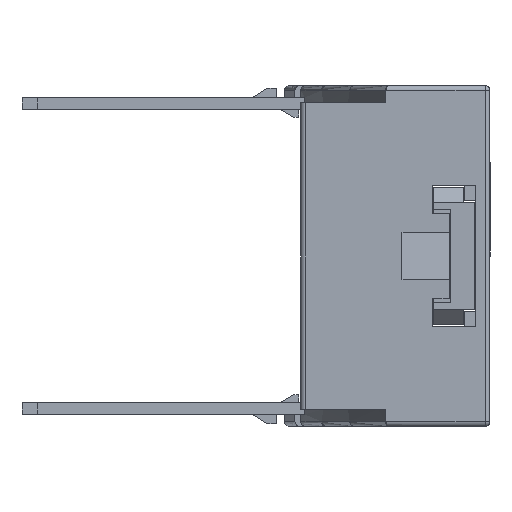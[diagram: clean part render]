
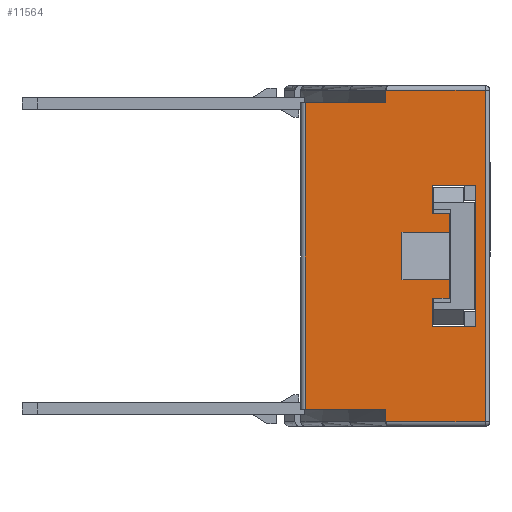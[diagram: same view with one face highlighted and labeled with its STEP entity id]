
A CAD part, left-side view. The second image highlights one B-rep face of the part: STEP entity #11564.
In plain terms, the highlighted planar face has unit normal (-1, 0, 0).
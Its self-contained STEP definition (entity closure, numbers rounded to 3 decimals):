
#257=FACE_BOUND('',#1457,.T.);
#820=FACE_OUTER_BOUND('',#1456,.T.);
#1456=EDGE_LOOP('',(#9527,#9528,#9529,#9530,#9531,#9532,#9533,#9534));
#1457=EDGE_LOOP('',(#9535,#9536,#9537,#9538,#9539,#9540,#9541,#9542,#9543,
#9544,#9545,#9546));
#1698=LINE('',#15518,#3178);
#1776=LINE('',#15681,#3256);
#1857=LINE('',#15866,#3337);
#2204=LINE('',#16643,#3684);
#2208=LINE('',#16652,#3688);
#2212=LINE('',#16660,#3692);
#2217=LINE('',#16667,#3697);
#2242=LINE('',#16715,#3722);
#2247=LINE('',#16731,#3727);
#2287=LINE('',#16804,#3767);
#2290=LINE('',#16811,#3770);
#2516=LINE('',#17250,#3996);
#2517=LINE('',#17252,#3997);
#2791=LINE('',#17983,#4271);
#2794=LINE('',#18058,#4274);
#2801=LINE('',#18077,#4281);
#2812=LINE('',#18102,#4292);
#2822=LINE('',#18127,#4302);
#2856=LINE('',#18216,#4336);
#2857=LINE('',#18217,#4337);
#3178=VECTOR('',#12547,1.);
#3256=VECTOR('',#12641,1.);
#3337=VECTOR('',#12770,1.);
#3684=VECTOR('',#13371,1.);
#3688=VECTOR('',#13377,1.);
#3692=VECTOR('',#13381,1.);
#3697=VECTOR('',#13388,1.);
#3722=VECTOR('',#13427,1.);
#3727=VECTOR('',#13442,1.);
#3767=VECTOR('',#13492,1.);
#3770=VECTOR('',#13499,1.);
#3996=VECTOR('',#13827,1.);
#3997=VECTOR('',#13830,1.);
#4271=VECTOR('',#14518,1.);
#4274=VECTOR('',#14529,1.);
#4281=VECTOR('',#14556,1.);
#4292=VECTOR('',#14579,1.);
#4302=VECTOR('',#14607,1.);
#4336=VECTOR('',#14705,1.);
#4337=VECTOR('',#14706,1.);
#4658=VERTEX_POINT('',#15515);
#4659=VERTEX_POINT('',#15517);
#4735=VERTEX_POINT('',#15679);
#4736=VERTEX_POINT('',#15680);
#4814=VERTEX_POINT('',#15862);
#4816=VERTEX_POINT('',#15865);
#5119=VERTEX_POINT('',#16642);
#5121=VERTEX_POINT('',#16648);
#5123=VERTEX_POINT('',#16651);
#5126=VERTEX_POINT('',#16657);
#5127=VERTEX_POINT('',#16659);
#5150=VERTEX_POINT('',#16730);
#5178=VERTEX_POINT('',#16802);
#5180=VERTEX_POINT('',#16810);
#5519=VERTEX_POINT('',#17982);
#5523=VERTEX_POINT('',#18057);
#5525=VERTEX_POINT('',#18076);
#5533=VERTEX_POINT('',#18101);
#5538=VERTEX_POINT('',#18124);
#5539=VERTEX_POINT('',#18126);
#5750=EDGE_CURVE('',#4658,#4659,#1698,.T.);
#5830=EDGE_CURVE('',#4735,#4736,#1776,.T.);
#5918=EDGE_CURVE('',#4814,#4816,#1857,.T.);
#6297=EDGE_CURVE('',#5119,#4659,#2204,.T.);
#6301=EDGE_CURVE('',#5121,#5123,#2208,.T.);
#6305=EDGE_CURVE('',#5126,#5127,#2212,.T.);
#6310=EDGE_CURVE('',#4658,#4816,#2217,.T.);
#6336=EDGE_CURVE('',#4814,#5127,#2242,.T.);
#6343=EDGE_CURVE('',#5150,#5123,#2247,.T.);
#6383=EDGE_CURVE('',#5121,#5178,#2287,.T.);
#6386=EDGE_CURVE('',#5150,#5180,#2290,.T.);
#6624=EDGE_CURVE('',#5178,#5119,#2516,.T.);
#6625=EDGE_CURVE('',#5126,#5180,#2517,.T.);
#6964=EDGE_CURVE('',#4735,#5519,#2791,.T.);
#6970=EDGE_CURVE('',#5523,#5519,#2794,.T.);
#6980=EDGE_CURVE('',#5525,#5523,#2801,.T.);
#6993=EDGE_CURVE('',#5533,#5525,#2812,.T.);
#7005=EDGE_CURVE('',#5539,#5538,#2822,.T.);
#7049=EDGE_CURVE('',#5539,#4736,#2856,.T.);
#7050=EDGE_CURVE('',#5538,#5533,#2857,.T.);
#9527=ORIENTED_EDGE('',*,*,#6993,.T.);
#9528=ORIENTED_EDGE('',*,*,#6980,.T.);
#9529=ORIENTED_EDGE('',*,*,#6970,.T.);
#9530=ORIENTED_EDGE('',*,*,#6964,.F.);
#9531=ORIENTED_EDGE('',*,*,#5830,.T.);
#9532=ORIENTED_EDGE('',*,*,#7049,.F.);
#9533=ORIENTED_EDGE('',*,*,#7005,.T.);
#9534=ORIENTED_EDGE('',*,*,#7050,.T.);
#9535=ORIENTED_EDGE('',*,*,#5750,.F.);
#9536=ORIENTED_EDGE('',*,*,#6310,.T.);
#9537=ORIENTED_EDGE('',*,*,#5918,.F.);
#9538=ORIENTED_EDGE('',*,*,#6336,.T.);
#9539=ORIENTED_EDGE('',*,*,#6305,.F.);
#9540=ORIENTED_EDGE('',*,*,#6625,.T.);
#9541=ORIENTED_EDGE('',*,*,#6386,.F.);
#9542=ORIENTED_EDGE('',*,*,#6343,.T.);
#9543=ORIENTED_EDGE('',*,*,#6301,.F.);
#9544=ORIENTED_EDGE('',*,*,#6383,.T.);
#9545=ORIENTED_EDGE('',*,*,#6624,.T.);
#9546=ORIENTED_EDGE('',*,*,#6297,.T.);
#11043=PLANE('',#12285);
#11564=ADVANCED_FACE('',(#820,#257),#11043,.F.);
#12285=AXIS2_PLACEMENT_3D('',#18215,#14703,#14704);
#12547=DIRECTION('',(0.,0.,1.));
#12641=DIRECTION('',(0.,0.,1.));
#12770=DIRECTION('',(0.,0.,-1.));
#13371=DIRECTION('',(0.,-1.,0.));
#13377=DIRECTION('',(0.,0.,-1.));
#13381=DIRECTION('',(0.,0.,-1.));
#13388=DIRECTION('',(0.,1.,0.));
#13427=DIRECTION('',(0.,-1.,0.));
#13442=DIRECTION('',(0.,-1.,0.));
#13492=DIRECTION('',(0.,1.,0.));
#13499=DIRECTION('',(0.,0.,-1.));
#13827=DIRECTION('',(0.,0.,1.));
#13830=DIRECTION('',(0.,1.,0.));
#14518=DIRECTION('',(0.,1.,0.));
#14529=DIRECTION('',(0.,0.,-1.));
#14556=DIRECTION('',(0.,-1.,0.));
#14579=DIRECTION('',(0.,0.,-1.));
#14607=DIRECTION('',(0.,0.,-1.));
#14703=DIRECTION('center_axis',(1.,0.,0.));
#14704=DIRECTION('ref_axis',(0.,1.,0.));
#14705=DIRECTION('',(0.,-1.,0.));
#14706=DIRECTION('',(0.,1.,0.));
#15515=CARTESIAN_POINT('',(-44.6,-4.5,12.3));
#15517=CARTESIAN_POINT('',(-44.6,-4.5,27.1));
#15518=CARTESIAN_POINT('',(-44.6,-4.5,19.167));
#15679=CARTESIAN_POINT('',(-44.6,-5.5,2.4));
#15680=CARTESIAN_POINT('',(-44.6,-5.5,37.));
#15681=CARTESIAN_POINT('',(-44.6,-5.5,-16.833));
#15862=CARTESIAN_POINT('',(-44.6,0.,15.3));
#15865=CARTESIAN_POINT('',(-44.6,0.,12.3));
#15866=CARTESIAN_POINT('',(-44.6,0.,19.167));
#16642=CARTESIAN_POINT('',(-44.6,0.,27.1));
#16643=CARTESIAN_POINT('',(-44.6,10.,27.1));
#16648=CARTESIAN_POINT('',(-44.6,-1.75,24.1));
#16651=CARTESIAN_POINT('',(-44.6,-1.75,22.2));
#16652=CARTESIAN_POINT('',(-44.6,-1.75,19.167));
#16657=CARTESIAN_POINT('',(-44.6,-1.75,17.2));
#16659=CARTESIAN_POINT('',(-44.6,-1.75,15.3));
#16660=CARTESIAN_POINT('',(-44.6,-1.75,19.167));
#16667=CARTESIAN_POINT('',(-44.6,10.,12.3));
#16715=CARTESIAN_POINT('',(-44.6,10.,15.3));
#16730=CARTESIAN_POINT('',(-44.6,3.195,22.2));
#16731=CARTESIAN_POINT('',(-44.6,10.,22.2));
#16802=CARTESIAN_POINT('',(-44.6,0.,24.1));
#16804=CARTESIAN_POINT('',(-44.6,10.,24.1));
#16810=CARTESIAN_POINT('',(-44.6,3.195,17.2));
#16811=CARTESIAN_POINT('',(-44.6,3.195,19.167));
#17250=CARTESIAN_POINT('',(-44.6,0.,19.167));
#17252=CARTESIAN_POINT('',(-44.6,10.,17.2));
#17982=CARTESIAN_POINT('',(-44.6,4.919,2.4));
#17983=CARTESIAN_POINT('',(-44.6,10.,2.4));
#18057=CARTESIAN_POINT('',(-44.6,4.919,3.7));
#18058=CARTESIAN_POINT('',(-44.6,4.919,3.15));
#18076=CARTESIAN_POINT('',(-44.6,13.3,3.7));
#18077=CARTESIAN_POINT('',(-44.6,10.,3.7));
#18101=CARTESIAN_POINT('',(-44.6,13.3,35.7));
#18102=CARTESIAN_POINT('',(-44.6,13.3,37.167));
#18124=CARTESIAN_POINT('',(-44.6,4.919,35.7));
#18126=CARTESIAN_POINT('',(-44.6,4.919,37.));
#18127=CARTESIAN_POINT('',(-44.6,4.919,3.15));
#18215=CARTESIAN_POINT('Origin',(-44.6,-2.492,29.472));
#18216=CARTESIAN_POINT('',(-44.6,2.512,37.));
#18217=CARTESIAN_POINT('',(-44.6,10.,35.7));
